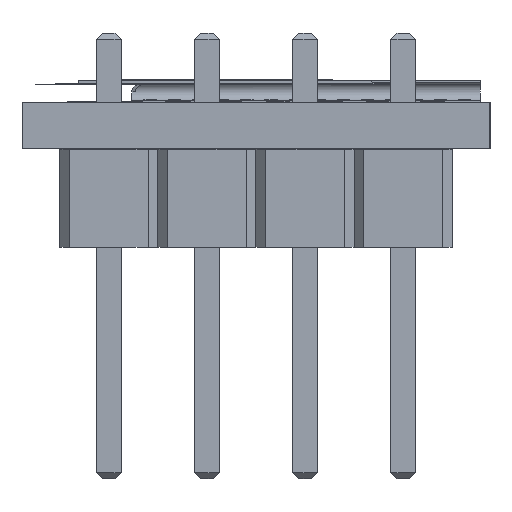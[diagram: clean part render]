
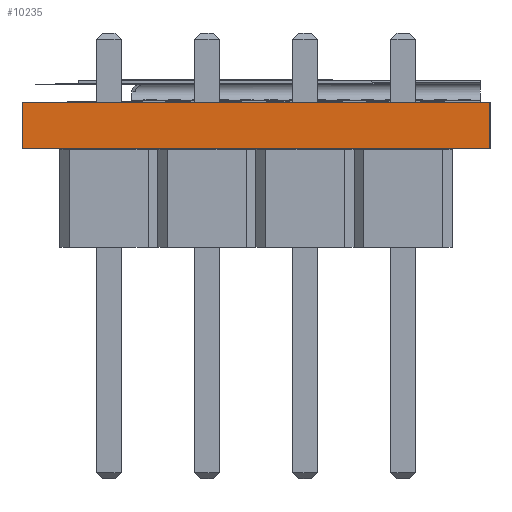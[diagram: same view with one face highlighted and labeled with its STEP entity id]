
A CAD part, left-side view. The second image highlights one B-rep face of the part: STEP entity #10235.
In plain terms, the highlighted planar face has unit normal (-1, 0, 0).
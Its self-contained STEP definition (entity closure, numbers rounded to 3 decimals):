
#6334 = EDGE_CURVE('',#6335,#6337,#6339,.T.);
#6335 = VERTEX_POINT('',#6336);
#6336 = CARTESIAN_POINT('',(-18.814,-6.058,2.55));
#6337 = VERTEX_POINT('',#6338);
#6338 = CARTESIAN_POINT('',(-18.814,6.058,2.55));
#6339 = LINE('',#6340,#6341);
#6340 = CARTESIAN_POINT('',(-18.814,-6.058,2.55));
#6341 = VECTOR('',#6342,1.);
#6342 = DIRECTION('',(0.,1.,0.));
#9282 = EDGE_CURVE('',#9283,#9285,#9287,.T.);
#9283 = VERTEX_POINT('',#9284);
#9284 = CARTESIAN_POINT('',(-18.814,-6.058,3.744));
#9285 = VERTEX_POINT('',#9286);
#9286 = CARTESIAN_POINT('',(-18.814,6.058,3.744));
#9287 = LINE('',#9288,#9289);
#9288 = CARTESIAN_POINT('',(-18.814,-6.058,3.744));
#9289 = VECTOR('',#9290,1.);
#9290 = DIRECTION('',(0.,1.,0.));
#10235 = ADVANCED_FACE('',(#10236),#10252,.T.);
#10236 = FACE_BOUND('',#10237,.T.);
#10237 = EDGE_LOOP('',(#10238,#10239,#10245,#10246));
#10238 = ORIENTED_EDGE('',*,*,#6334,.F.);
#10239 = ORIENTED_EDGE('',*,*,#10240,.F.);
#10240 = EDGE_CURVE('',#9283,#6335,#10241,.T.);
#10241 = LINE('',#10242,#10243);
#10242 = CARTESIAN_POINT('',(-18.814,-6.058,3.744));
#10243 = VECTOR('',#10244,1.);
#10244 = DIRECTION('',(0.,0.,-1.));
#10245 = ORIENTED_EDGE('',*,*,#9282,.T.);
#10246 = ORIENTED_EDGE('',*,*,#10247,.T.);
#10247 = EDGE_CURVE('',#9285,#6337,#10248,.T.);
#10248 = LINE('',#10249,#10250);
#10249 = CARTESIAN_POINT('',(-18.814,6.058,3.744));
#10250 = VECTOR('',#10251,1.);
#10251 = DIRECTION('',(0.,0.,-1.));
#10252 = PLANE('',#10253);
#10253 = AXIS2_PLACEMENT_3D('',#10254,#10255,#10256);
#10254 = CARTESIAN_POINT('',(-18.814,-6.058,3.744));
#10255 = DIRECTION('',(-1.,0.,0.));
#10256 = DIRECTION('',(0.,0.,1.));
